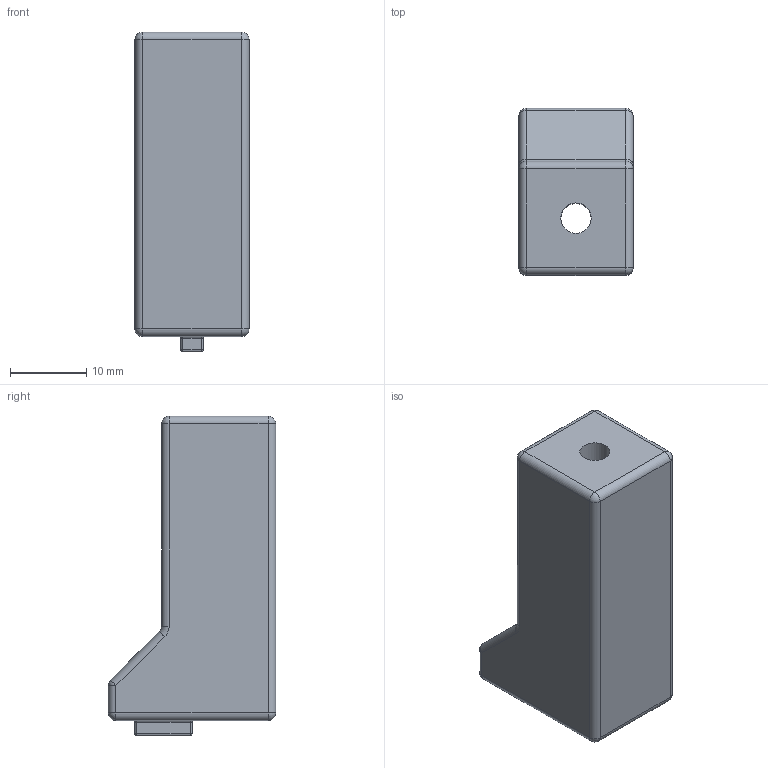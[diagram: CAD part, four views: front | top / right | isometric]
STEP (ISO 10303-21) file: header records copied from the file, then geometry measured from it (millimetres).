
FILE_DESCRIPTION(/* description */ (''),/* implementation_level */ '2;1');
FILE_NAME(/* name */ 'Foot_Rear_Extended_Keyed.step',/* time_stamp */ '2021-04-15T22:34:56-04:00',/* author */ (''),/* organization */ (''),/* preprocessor_version */ 'ST-DEVELOPER v18.1',/* originating_system */ 'Autodesk Translation Framework v10.6.0.1341',/* authorisation */ '');
FILE_SCHEMA (('AUTOMOTIVE_DESIGN { 1 0 10303 214 3 1 1 }'));
Length unit declared in the file: millimetre
Products named in the file (1): Foot_Rear_Modified
Bounding box: 15 x 22 x 42 mm (x, y, z)
Volume: 9370.3 mm3; surface area: 3500.4 mm2
Topology: 1 solids, 1 shells, 64 faces, 129 edges, 68 vertices
Faces by surface type: cylinder 31, sphere 14, plane 13, torus 6
Full cylindrical faces by diameter (mm): 4 x1
Entity records: 1666 total; most frequent: DIRECTION 327, CARTESIAN_POINT 262, ORIENTED_EDGE 258, AXIS2_PLACEMENT_3D 133, EDGE_CURVE 129, CIRCLE 68, VERTEX_POINT 68, EDGE_LOOP 67
